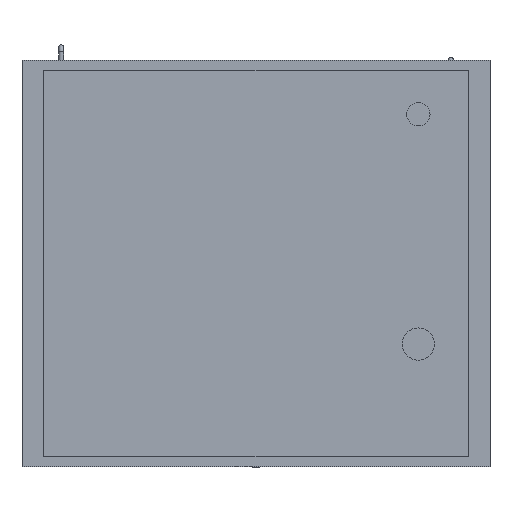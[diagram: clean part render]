
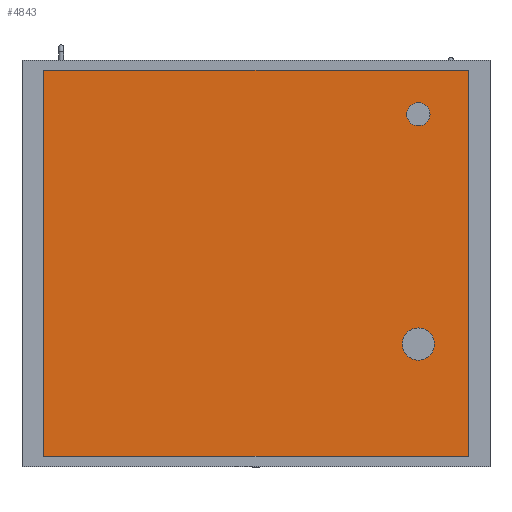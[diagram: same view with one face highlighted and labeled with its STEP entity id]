
A CAD part, front view. The second image highlights one B-rep face of the part: STEP entity #4843.
In plain terms, the highlighted planar face has unit normal (0, -1, 0).
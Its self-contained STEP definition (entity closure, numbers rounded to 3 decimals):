
#264=FACE_OUTER_BOUND('',#565,.T.);
#565=EDGE_LOOP('',(#3236,#3237,#3238,#3239));
#874=LINE('',#7044,#1458);
#878=LINE('',#7052,#1462);
#881=LINE('',#7058,#1465);
#884=LINE('',#7063,#1468);
#1458=VECTOR('',#5627,10.);
#1462=VECTOR('',#5633,10.);
#1465=VECTOR('',#5638,10.);
#1468=VECTOR('',#5643,10.);
#2038=VERTEX_POINT('',#7042);
#2039=VERTEX_POINT('',#7043);
#2042=VERTEX_POINT('',#7051);
#2044=VERTEX_POINT('',#7057);
#2506=EDGE_CURVE('',#2038,#2039,#874,.T.);
#2510=EDGE_CURVE('',#2042,#2038,#878,.T.);
#2513=EDGE_CURVE('',#2044,#2042,#881,.T.);
#2516=EDGE_CURVE('',#2039,#2044,#884,.T.);
#3236=ORIENTED_EDGE('',*,*,#2516,.F.);
#3237=ORIENTED_EDGE('',*,*,#2506,.F.);
#3238=ORIENTED_EDGE('',*,*,#2510,.F.);
#3239=ORIENTED_EDGE('',*,*,#2513,.F.);
#4598=PLANE('',#5197);
#4843=ADVANCED_FACE('',(#264),#4598,.F.);
#5197=AXIS2_PLACEMENT_3D('',#7066,#5647,#5648);
#5627=DIRECTION('',(0.,0.,1.));
#5633=DIRECTION('',(-1.,0.,0.));
#5638=DIRECTION('',(0.,0.,-1.));
#5643=DIRECTION('',(1.,0.,0.));
#5647=DIRECTION('center_axis',(0.,1.,0.));
#5648=DIRECTION('ref_axis',(0.,0.,1.));
#7042=CARTESIAN_POINT('',(-362.5,0.,-330.));
#7043=CARTESIAN_POINT('',(-362.5,0.,330.));
#7044=CARTESIAN_POINT('',(-362.5,0.,-330.));
#7051=CARTESIAN_POINT('',(362.5,0.,-330.));
#7052=CARTESIAN_POINT('',(362.5,0.,-330.));
#7057=CARTESIAN_POINT('',(362.5,0.,330.));
#7058=CARTESIAN_POINT('',(362.5,0.,330.));
#7063=CARTESIAN_POINT('',(-362.5,0.,330.));
#7066=CARTESIAN_POINT('Origin',(0.,0.,0.));
